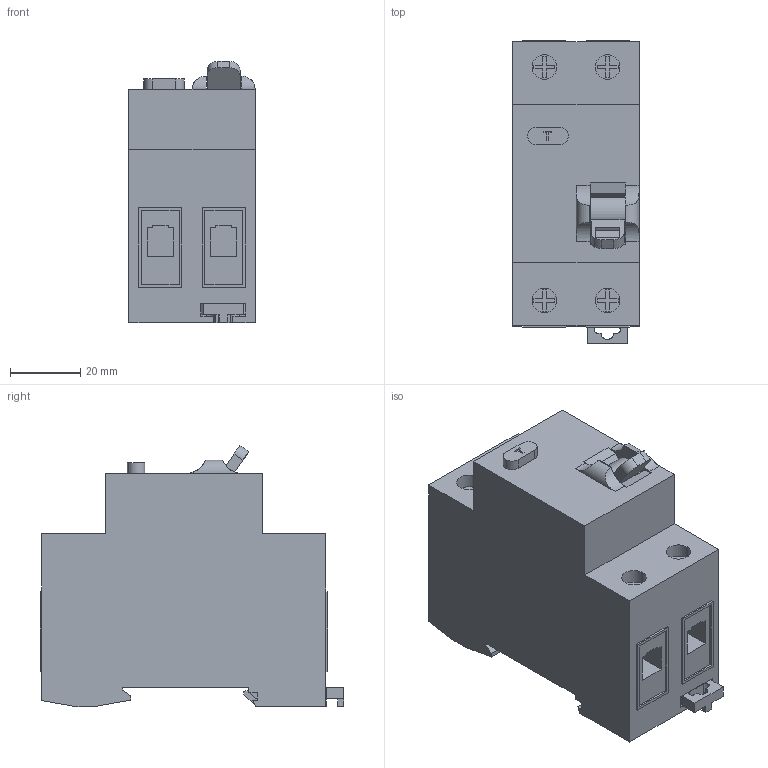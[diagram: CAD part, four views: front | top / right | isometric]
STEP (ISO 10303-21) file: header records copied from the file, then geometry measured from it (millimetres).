
FILE_DESCRIPTION((''),'2;1');
FILE_NAME('1558689657041_ASM','2019-05-24T',('SESA95978'),('Schneider-Electric'),'PRO/ENGINEER BY PARAMETRIC TECHNOLOGY CORPORATION, 2015440','PRO/ENGINEER BY PARAMETRIC TECHNOLOGY CORPORATION, 2015440','');
FILE_SCHEMA(('AUTOMOTIVE_DESIGN { 1 0 10303 214 1 1 1 1 }'));
Length unit declared in the file: millimetre
Products named in the file (4): SB109202; SB109202_CLIP-V-23; SB109202_ASM; 1558689657041_ASM
Assembly tree (3 placements, depth 3):
  1558689657041_ASM
    SB109202_ASM
      SB109202
      SB109202_CLIP-V-23
Bounding box: 36 x 86.6 x 74.49 mm (x, y, z)
Volume: 160205.6 mm3; surface area: 24592.4 mm2
Topology: 2 solids, 2 shells, 285 faces, 770 edges, 512 vertices
Faces by surface type: plane 261, cylinder 24
Entity records: 12881 total; most frequent: CARTESIAN_POINT 1641, ORIENTED_EDGE 1540, DIRECTION 1396, PRESENTATION_STYLE_ASSIGNMENT 851, STYLED_ITEM 772, CURVE_STYLE 770, EDGE_CURVE 770, VECTOR 720
